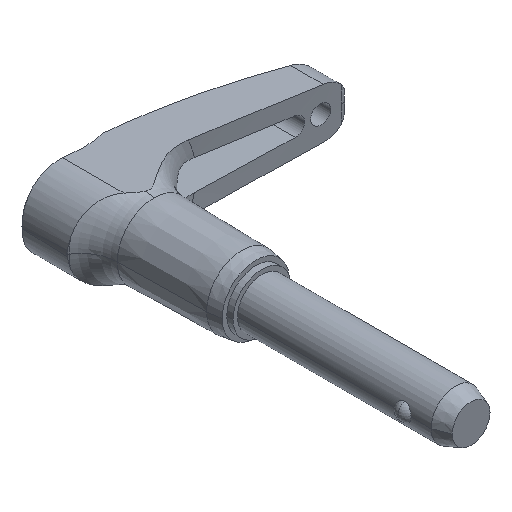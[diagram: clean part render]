
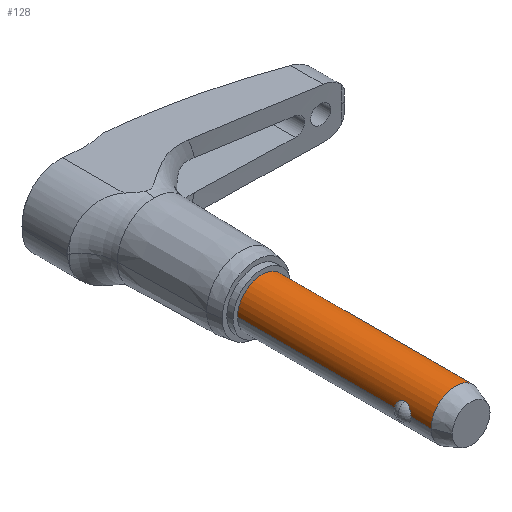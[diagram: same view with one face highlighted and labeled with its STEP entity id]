
A CAD part, isometric view. The second image highlights one B-rep face of the part: STEP entity #128.
In plain terms, the highlighted cylindrical face has radius 3.969 mm (diameter 7.938 mm), a partial arc.
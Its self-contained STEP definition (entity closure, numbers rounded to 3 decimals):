
#128=ADVANCED_FACE('',(#289),#290,.T.);
#289=FACE_OUTER_BOUND('',#481,.T.);
#290=CYLINDRICAL_SURFACE('',#482,3.969);
#481=EDGE_LOOP('',(#791,#792,#793,#794,#795,#796,#797,#798,#799,#800));
#482=AXIS2_PLACEMENT_3D('',#801,#802,#803);
#791=ORIENTED_EDGE('',*,*,#1255,.T.);
#792=ORIENTED_EDGE('',*,*,#1256,.T.);
#793=ORIENTED_EDGE('',*,*,#1257,.T.);
#794=ORIENTED_EDGE('',*,*,#1258,.T.);
#795=ORIENTED_EDGE('',*,*,#1259,.F.);
#796=ORIENTED_EDGE('',*,*,#1260,.T.);
#797=ORIENTED_EDGE('',*,*,#1173,.T.);
#798=ORIENTED_EDGE('',*,*,#1209,.T.);
#799=ORIENTED_EDGE('',*,*,#1261,.T.);
#800=ORIENTED_EDGE('',*,*,#1262,.T.);
#801=CARTESIAN_POINT('',(0.0,-16.891,0.0));
#802=DIRECTION('',(-0.0,1.0,0.0));
#803=DIRECTION('',(1.0,0.0,0.0));
#1173=EDGE_CURVE('',#1408,#1405,#1409,.T.);
#1209=EDGE_CURVE('',#1405,#1466,#1468,.T.);
#1255=EDGE_CURVE('',#1533,#1534,#1535,.T.);
#1256=EDGE_CURVE('',#1534,#1536,#1537,.T.);
#1257=EDGE_CURVE('',#1536,#1538,#1539,.T.);
#1258=EDGE_CURVE('',#1538,#1540,#1541,.T.);
#1259=EDGE_CURVE('',#1542,#1540,#1543,.T.);
#1260=EDGE_CURVE('',#1542,#1408,#1544,.T.);
#1261=EDGE_CURVE('',#1466,#1545,#1546,.T.);
#1262=EDGE_CURVE('',#1545,#1533,#1547,.T.);
#1405=VERTEX_POINT('',#1857);
#1408=VERTEX_POINT('',#1860);
#1409=B_SPLINE_CURVE_WITH_KNOTS('',3,(#1861,#1862,#1863,#1864,#1865,#1866,#1867,#1868,#1869,#1870,#1871,#1872,#1873,#1874),.UNSPECIFIED.,.F.,.F.,(4,2,2,2,2,2,4),(6.251,6.62,6.989,7.207,7.425,7.88,8.335),.UNSPECIFIED.);
#1466=VERTEX_POINT('',#2031);
#1468=B_SPLINE_CURVE_WITH_KNOTS('',3,(#2046,#2047,#2048,#2049,#2050,#2051,#2052,#2053,#2054,#2055,#2056,#2057,#2058,#2059),.UNSPECIFIED.,.F.,.F.,(4,2,2,2,2,2,4),(0.0,0.455,0.91,1.128,1.345,1.715,2.084),.UNSPECIFIED.);
#1533=VERTEX_POINT('',#2438);
#1534=VERTEX_POINT('',#2439);
#1535=LINE('',#2440,#2441);
#1536=VERTEX_POINT('',#2442);
#1537=B_SPLINE_CURVE_WITH_KNOTS('',3,(#2443,#2444,#2445,#2446,#2447,#2448,#2449,#2450,#2451,#2452,#2453,#2454,#2455,#2456),.UNSPECIFIED.,.F.,.F.,(4,2,2,2,2,2,4),(2.084,2.453,2.822,3.04,3.257,3.712,4.167),.UNSPECIFIED.);
#1538=VERTEX_POINT('',#2457);
#1539=B_SPLINE_CURVE_WITH_KNOTS('',3,(#2458,#2459,#2460,#2461,#2462,#2463,#2464,#2465,#2466,#2467,#2468,#2469,#2470,#2471),.UNSPECIFIED.,.F.,.F.,(4,2,2,2,2,2,4),(4.167,4.622,5.077,5.295,5.513,5.882,6.251),.UNSPECIFIED.);
#1540=VERTEX_POINT('',#2472);
#1541=LINE('',#2473,#2474);
#1542=VERTEX_POINT('',#2475);
#1543=CIRCLE('',#2476,3.969);
#1544=LINE('',#2477,#2478);
#1545=VERTEX_POINT('',#2479);
#1546=LINE('',#2480,#2481);
#1547=CIRCLE('',#2482,3.969);
#1857=CARTESIAN_POINT('',(-3.7,-26.723,1.435));
#1860=CARTESIAN_POINT('',(-3.969,-25.4,0.));
#1861=CARTESIAN_POINT('',(-3.969,-25.4,0.));
#1862=CARTESIAN_POINT('',(-3.969,-25.4,0.123));
#1863=CARTESIAN_POINT('',(-3.963,-25.415,0.257));
#1864=CARTESIAN_POINT('',(-3.937,-25.479,0.514));
#1865=CARTESIAN_POINT('',(-3.919,-25.528,0.638));
#1866=CARTESIAN_POINT('',(-3.886,-25.621,0.807));
#1867=CARTESIAN_POINT('',(-3.872,-25.664,0.873));
#1868=CARTESIAN_POINT('',(-3.842,-25.76,0.996));
#1869=CARTESIAN_POINT('',(-3.827,-25.813,1.053));
#1870=CARTESIAN_POINT('',(-3.784,-25.976,1.201));
#1871=CARTESIAN_POINT('',(-3.754,-26.112,1.289));
#1872=CARTESIAN_POINT('',(-3.712,-26.41,1.406));
#1873=CARTESIAN_POINT('',(-3.7,-26.572,1.435));
#1874=CARTESIAN_POINT('',(-3.7,-26.723,1.435));
#2031=CARTESIAN_POINT('',(-3.969,-28.047,0.));
#2046=CARTESIAN_POINT('',(-3.7,-26.723,1.435));
#2047=CARTESIAN_POINT('',(-3.7,-26.875,1.435));
#2048=CARTESIAN_POINT('',(-3.712,-27.036,1.406));
#2049=CARTESIAN_POINT('',(-3.754,-27.334,1.289));
#2050=CARTESIAN_POINT('',(-3.784,-27.471,1.201));
#2051=CARTESIAN_POINT('',(-3.827,-27.634,1.053));
#2052=CARTESIAN_POINT('',(-3.842,-27.687,0.996));
#2053=CARTESIAN_POINT('',(-3.872,-27.783,0.873));
#2054=CARTESIAN_POINT('',(-3.886,-27.826,0.807));
#2055=CARTESIAN_POINT('',(-3.919,-27.918,0.638));
#2056=CARTESIAN_POINT('',(-3.937,-27.968,0.514));
#2057=CARTESIAN_POINT('',(-3.963,-28.032,0.257));
#2058=CARTESIAN_POINT('',(-3.969,-28.047,0.123));
#2059=CARTESIAN_POINT('',(-3.969,-28.047,0.));
#2438=CARTESIAN_POINT('',(3.969,-31.267,0.0));
#2439=CARTESIAN_POINT('',(3.969,-28.047,0.));
#2440=CARTESIAN_POINT('',(3.969,-16.891,0.));
#2441=VECTOR('',#3089,1.0);
#2442=CARTESIAN_POINT('',(3.7,-26.723,1.435));
#2443=CARTESIAN_POINT('',(3.969,-28.047,0.0));
#2444=CARTESIAN_POINT('',(3.969,-28.047,0.123));
#2445=CARTESIAN_POINT('',(3.963,-28.032,0.257));
#2446=CARTESIAN_POINT('',(3.937,-27.968,0.514));
#2447=CARTESIAN_POINT('',(3.919,-27.918,0.638));
#2448=CARTESIAN_POINT('',(3.886,-27.826,0.807));
#2449=CARTESIAN_POINT('',(3.872,-27.783,0.873));
#2450=CARTESIAN_POINT('',(3.842,-27.687,0.996));
#2451=CARTESIAN_POINT('',(3.827,-27.634,1.053));
#2452=CARTESIAN_POINT('',(3.784,-27.471,1.201));
#2453=CARTESIAN_POINT('',(3.754,-27.334,1.289));
#2454=CARTESIAN_POINT('',(3.712,-27.036,1.406));
#2455=CARTESIAN_POINT('',(3.7,-26.875,1.435));
#2456=CARTESIAN_POINT('',(3.7,-26.723,1.435));
#2457=CARTESIAN_POINT('',(3.969,-25.4,0.));
#2458=CARTESIAN_POINT('',(3.7,-26.723,1.435));
#2459=CARTESIAN_POINT('',(3.7,-26.572,1.435));
#2460=CARTESIAN_POINT('',(3.712,-26.41,1.406));
#2461=CARTESIAN_POINT('',(3.754,-26.112,1.289));
#2462=CARTESIAN_POINT('',(3.784,-25.976,1.201));
#2463=CARTESIAN_POINT('',(3.827,-25.813,1.053));
#2464=CARTESIAN_POINT('',(3.842,-25.76,0.996));
#2465=CARTESIAN_POINT('',(3.872,-25.664,0.873));
#2466=CARTESIAN_POINT('',(3.886,-25.621,0.807));
#2467=CARTESIAN_POINT('',(3.919,-25.528,0.638));
#2468=CARTESIAN_POINT('',(3.937,-25.479,0.514));
#2469=CARTESIAN_POINT('',(3.963,-25.415,0.257));
#2470=CARTESIAN_POINT('',(3.969,-25.4,0.123));
#2471=CARTESIAN_POINT('',(3.969,-25.4,0.));
#2472=CARTESIAN_POINT('',(3.969,0.0,0.0));
#2473=CARTESIAN_POINT('',(3.969,-16.891,0.));
#2474=VECTOR('',#3090,1.0);
#2475=CARTESIAN_POINT('',(-3.969,0.0,0.));
#2476=AXIS2_PLACEMENT_3D('',#3091,#3092,#3093);
#2477=CARTESIAN_POINT('',(-3.969,-16.891,0.));
#2478=VECTOR('',#3094,1.0);
#2479=CARTESIAN_POINT('',(-3.969,-31.267,0.));
#2480=CARTESIAN_POINT('',(-3.969,-16.891,0.));
#2481=VECTOR('',#3095,1.0);
#2482=AXIS2_PLACEMENT_3D('',#3096,#3097,#3098);
#3089=DIRECTION('',(0.0,1.0,0.0));
#3090=DIRECTION('',(0.0,1.0,0.0));
#3091=CARTESIAN_POINT('',(0.0,0.0,0.0));
#3092=DIRECTION('',(-0.0,1.0,0.0));
#3093=DIRECTION('',(1.0,0.0,0.0));
#3094=DIRECTION('',(-0.0,-1.0,-0.0));
#3095=DIRECTION('',(-0.0,-1.0,-0.0));
#3096=CARTESIAN_POINT('',(0.0,-31.267,0.0));
#3097=DIRECTION('',(0.,1.0,0.0));
#3098=DIRECTION('',(1.0,0.,0.0));
